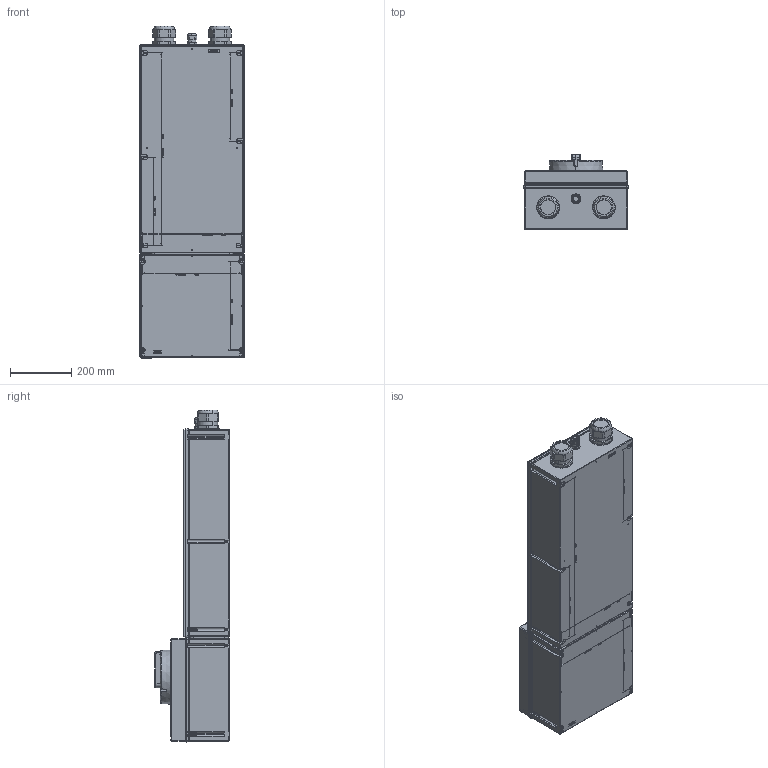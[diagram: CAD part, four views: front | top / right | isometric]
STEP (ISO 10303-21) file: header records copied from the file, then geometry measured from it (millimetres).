
FILE_DESCRIPTION (( 'STEP AP203' ), '1' );
FILE_NAME ('8146-5-V37-308-50-0710.STEP', '2015-07-21T11:16:25', ( '' ), ( '' ), 'SwSTEP 2.0', 'SolidWorks 2015', '' );
FILE_SCHEMA (( 'CONFIG_CONTROL_DESIGN' ));
Length unit declared in the file: millimetre
Products named in the file (1): 8146-5-V37-308-50-0710
Bounding box: 340.8 x 243.1 x 1084.41 mm (x, y, z)
Volume: 56226487.9 mm3; surface area: 1387616.8 mm2
Topology: 1 solids, 1 shells, 3615 faces, 9787 edges, 6345 vertices
Faces by surface type: plane 1772, bspline 863, cylinder 604, cone 188, torus 152, sphere 36
Entity records: 156792 total; most frequent: CARTESIAN_POINT 71481, ORIENTED_EDGE 19494, DIRECTION 14890, EDGE_CURVE 9747, VERTEX_POINT 6345, LINE 5814, VECTOR 5814, AXIS2_PLACEMENT_3D 4538
